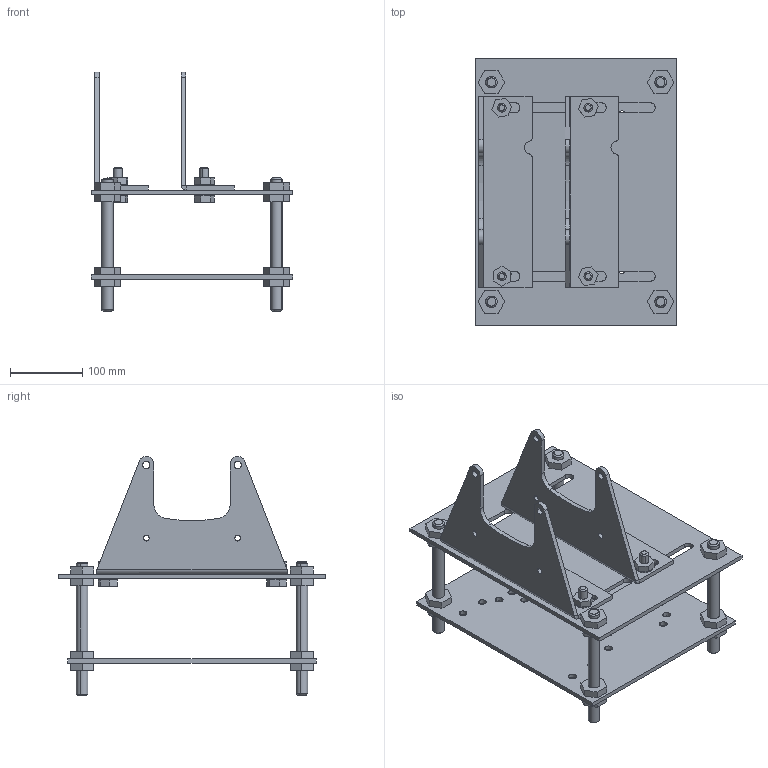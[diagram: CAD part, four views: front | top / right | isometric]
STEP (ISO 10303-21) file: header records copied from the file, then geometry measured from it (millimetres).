
FILE_DESCRIPTION (( 'STEP AP214' ), '1' );
FILE_NAME ('SMR2-MM.step', '2016-12-01T13:00:50', ( '' ), ( '' ), 'SwSTEP 2.0', 'SolidWorks 2016', '' );
FILE_SCHEMA (( 'AUTOMOTIVE_DESIGN' ));
Length unit declared in the file: millimetre
Products named in the file (1): SMR2-MM
Bounding box: 280 x 372 x 332.2 mm (x, y, z)
Volume: 1951665.4 mm3; surface area: 702856.5 mm2
Topology: 40 solids, 40 shells, 504 faces, 1220 edges, 800 vertices
Faces by surface type: plane 272, cylinder 204, cone 24, bspline 4
Entity records: 19417 total; most frequent: CARTESIAN_POINT 2737, DIRECTION 2638, ORIENTED_EDGE 2440, EDGE_CURVE 1220, AXIS2_PLACEMENT_3D 925, VERTEX_POINT 800, LINE 788, VECTOR 788
